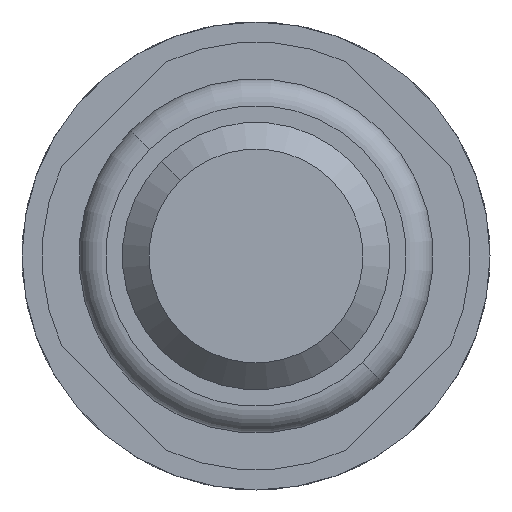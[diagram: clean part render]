
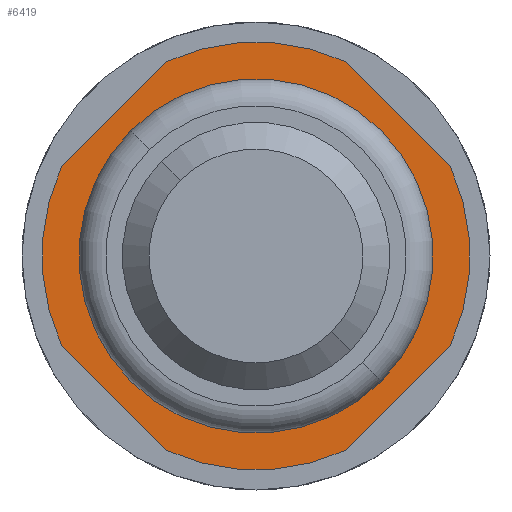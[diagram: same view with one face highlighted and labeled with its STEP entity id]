
A CAD part, front view. The second image highlights one B-rep face of the part: STEP entity #6419.
In plain terms, the highlighted planar face has unit normal (0, -1, 0).
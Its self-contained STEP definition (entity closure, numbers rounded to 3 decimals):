
#24 = ORIENTED_EDGE ( 'NONE', *, *, #3735, .F. ) ;
#87 = VERTEX_POINT ( 'NONE', #6330 ) ;
#93 = ORIENTED_EDGE ( 'NONE', *, *, #1333, .F. ) ;
#236 = EDGE_CURVE ( 'Defeature ausgef�hrt3_92+Defeature ausgef�hrt3_95+Defeature ausgef�hrt3_101+Defeature ausgef�hrt3_102', #395, #5379, #677, .T. ) ;
#269 = VECTOR ( 'NONE', #741, 1000. ) ;
#284 = EDGE_CURVE ( 'Defeature ausgef�hrt3_95+Defeature ausgef�hrt3_97+Defeature ausgef�hrt3_97+Defeature ausgef�hrt3_97', #5401, #4535, #3665, .T. ) ;
#312 = CARTESIAN_POINT ( 'NONE',  ( 0., -2., 0. ) ) ;
#395 = VERTEX_POINT ( 'NONE', #2055 ) ;
#406 = AXIS2_PLACEMENT_3D ( 'NONE', #312, #2381, #5409 ) ;
#436 = ORIENTED_EDGE ( 'NONE', *, *, #5033, .F. ) ;
#474 = DIRECTION ( 'NONE',  ( 0.707, 0., -0.707 ) ) ;
#483 = VERTEX_POINT ( 'NONE', #2725 ) ;
#486 = FACE_BOUND ( 'NONE', #5129, .T. ) ;
#617 = VERTEX_POINT ( 'NONE', #5600 ) ;
#663 = EDGE_CURVE ( 'Defeature ausgef�hrt3_93+Defeature ausgef�hrt3_95+Defeature ausgef�hrt3_100+Defeature ausgef�hrt3_101', #2178, #5744, #3347, .T. ) ;
#677 = CIRCLE ( 'NONE', #5058, 1.6 ) ;
#741 = DIRECTION ( 'NONE',  ( -0.707, 0., -0.707 ) ) ;
#749 = CARTESIAN_POINT ( 'NONE',  ( -1.061, -2., -1.061 ) ) ;
#885 = LINE ( 'NONE', #4136, #4513 ) ;
#924 = CARTESIAN_POINT ( 'NONE',  ( -1.454, -2., 0.667 ) ) ;
#1000 = CARTESIAN_POINT ( 'NONE',  ( 0.937, -2., -0.937 ) ) ;
#1057 = CIRCLE ( 'NONE', #1629, 1.6 ) ;
#1087 = CARTESIAN_POINT ( 'NONE',  ( 1.131, -2., 1.131 ) ) ;
#1183 = CARTESIAN_POINT ( 'NONE',  ( -1.454, -2., -0.667 ) ) ;
#1333 = EDGE_CURVE ( 'Defeature ausgef�hrt3_94+Defeature ausgef�hrt3_95+Defeature ausgef�hrt3_99+Defeature ausgef�hrt3_100', #617, #87, #1057, .T. ) ;
#1344 = CARTESIAN_POINT ( 'NONE',  ( -0.937, -2., 0.937 ) ) ;
#1442 = VECTOR ( 'NONE', #474, 1000. ) ;
#1592 = AXIS2_PLACEMENT_3D ( 'NONE', #2684, #1704, #2127 ) ;
#1599 = DIRECTION ( 'NONE',  ( 0.707, 0., 0.707 ) ) ;
#1629 = AXIS2_PLACEMENT_3D ( 'NONE', #2368, #3334, #4852 ) ;
#1633 = PLANE ( 'NONE',  #6221 ) ;
#1704 = DIRECTION ( 'NONE',  ( 0., 1., 0. ) ) ;
#2055 = CARTESIAN_POINT ( 'NONE',  ( -0.667, -2., 1.454 ) ) ;
#2082 = CIRCLE ( 'NONE', #1592, 1.325 ) ;
#2123 = DIRECTION ( 'NONE',  ( 0., 1., 0. ) ) ;
#2127 = DIRECTION ( 'NONE',  ( -0.707, 0., 0.707 ) ) ;
#2178 = VERTEX_POINT ( 'NONE', #1183 ) ;
#2195 = DIRECTION ( 'NONE',  ( -0.707, 0., 0.707 ) ) ;
#2277 = EDGE_CURVE ( 'Defeature ausgef�hrt3_99+Defeature ausgef�hrt3_95+Defeature ausgef�hrt3_91+Defeature ausgef�hrt3_94', #2353, #617, #5973, .T. ) ;
#2353 = VERTEX_POINT ( 'NONE', #5756 ) ;
#2368 = CARTESIAN_POINT ( 'NONE',  ( 0., -2., 0. ) ) ;
#2381 = DIRECTION ( 'NONE',  ( 0., 1., 0. ) ) ;
#2412 = ORIENTED_EDGE ( 'NONE', *, *, #4722, .T. ) ;
#2439 = DIRECTION ( 'NONE',  ( -0.707, 0., 0.707 ) ) ;
#2513 = EDGE_CURVE ( 'Defeature ausgef�hrt3_102+Defeature ausgef�hrt3_95+Defeature ausgef�hrt3_92+Defeature ausgef�hrt3_91', #5379, #483, #4059, .T. ) ;
#2619 = VECTOR ( 'NONE', #3800, 1000. ) ;
#2684 = CARTESIAN_POINT ( 'NONE',  ( 0., -2., 0. ) ) ;
#2687 = CARTESIAN_POINT ( 'NONE',  ( 0., -2., 0. ) ) ;
#2725 = CARTESIAN_POINT ( 'NONE',  ( 1.454, -2., 0.667 ) ) ;
#2959 = CARTESIAN_POINT ( 'NONE',  ( 1.061, -2., 1.061 ) ) ;
#3000 = ORIENTED_EDGE ( 'NONE', *, *, #663, .F. ) ;
#3007 = AXIS2_PLACEMENT_3D ( 'NONE', #2687, #5229, #2195 ) ;
#3252 = CARTESIAN_POINT ( 'NONE',  ( 2.192, -2., 0.071 ) ) ;
#3334 = DIRECTION ( 'NONE',  ( 0., 1., 0. ) ) ;
#3347 = CIRCLE ( 'NONE', #3007, 1.6 ) ;
#3473 = DIRECTION ( 'NONE',  ( 0., 1., 0. ) ) ;
#3665 = CIRCLE ( 'NONE', #6214, 1.325 ) ;
#3735 = EDGE_CURVE ( 'Defeature ausgef�hrt3_91+Defeature ausgef�hrt3_95+Defeature ausgef�hrt3_102+Defeature ausgef�hrt3_99', #483, #2353, #5264, .T. ) ;
#3800 = DIRECTION ( 'NONE',  ( -0.707, 0., 0.707 ) ) ;
#4059 = LINE ( 'NONE', #2959, #1442 ) ;
#4136 = CARTESIAN_POINT ( 'NONE',  ( 0.071, -2., 2.192 ) ) ;
#4491 = CARTESIAN_POINT ( 'NONE',  ( 0., -2., 0. ) ) ;
#4513 = VECTOR ( 'NONE', #1599, 1000. ) ;
#4535 = VERTEX_POINT ( 'NONE', #1344 ) ;
#4683 = LINE ( 'NONE', #749, #2619 ) ;
#4722 = EDGE_CURVE ( 'Defeature ausgef�hrt3_95+Defeature ausgef�hrt3_97+Defeature ausgef�hrt3_97+Defeature ausgef�hrt3_97', #4535, #5401, #2082, .T. ) ;
#4805 = EDGE_CURVE ( 'Defeature ausgef�hrt3_100+Defeature ausgef�hrt3_95+Defeature ausgef�hrt3_94+Defeature ausgef�hrt3_93', #87, #2178, #4683, .T. ) ;
#4852 = DIRECTION ( 'NONE',  ( -0.707, 0., 0.707 ) ) ;
#5033 = EDGE_CURVE ( 'Defeature ausgef�hrt3_101+Defeature ausgef�hrt3_95+Defeature ausgef�hrt3_93+Defeature ausgef�hrt3_92', #5744, #395, #885, .T. ) ;
#5058 = AXIS2_PLACEMENT_3D ( 'NONE', #5992, #6010, #2439 ) ;
#5084 = DIRECTION ( 'NONE',  ( -0.707, 0., 0.707 ) ) ;
#5129 = EDGE_LOOP ( 'NONE', ( #2412, #5287 ) ) ;
#5165 = ORIENTED_EDGE ( 'NONE', *, *, #2277, .F. ) ;
#5167 = FACE_OUTER_BOUND ( 'NONE', #5812, .T. ) ;
#5229 = DIRECTION ( 'NONE',  ( 0., 1., 0. ) ) ;
#5264 = CIRCLE ( 'NONE', #406, 1.6 ) ;
#5287 = ORIENTED_EDGE ( 'NONE', *, *, #284, .T. ) ;
#5357 = ORIENTED_EDGE ( 'NONE', *, *, #236, .F. ) ;
#5379 = VERTEX_POINT ( 'NONE', #6067 ) ;
#5401 = VERTEX_POINT ( 'NONE', #1000 ) ;
#5409 = DIRECTION ( 'NONE',  ( -0.707, 0., 0.707 ) ) ;
#5546 = ORIENTED_EDGE ( 'NONE', *, *, #4805, .F. ) ;
#5600 = CARTESIAN_POINT ( 'NONE',  ( 0.667, -2., -1.454 ) ) ;
#5744 = VERTEX_POINT ( 'NONE', #924 ) ;
#5756 = CARTESIAN_POINT ( 'NONE',  ( 1.454, -2., -0.667 ) ) ;
#5812 = EDGE_LOOP ( 'NONE', ( #6113, #5357, #436, #3000, #5546, #93, #5165, #24 ) ) ;
#5973 = LINE ( 'NONE', #3252, #269 ) ;
#5992 = CARTESIAN_POINT ( 'NONE',  ( 0., -2., 0. ) ) ;
#6010 = DIRECTION ( 'NONE',  ( 0., 1., 0. ) ) ;
#6067 = CARTESIAN_POINT ( 'NONE',  ( 0.667, -2., 1.454 ) ) ;
#6113 = ORIENTED_EDGE ( 'NONE', *, *, #2513, .F. ) ;
#6214 = AXIS2_PLACEMENT_3D ( 'NONE', #4491, #3473, #6521 ) ;
#6221 = AXIS2_PLACEMENT_3D ( 'NONE', #1087, #2123, #5084 ) ;
#6330 = CARTESIAN_POINT ( 'NONE',  ( -0.667, -2., -1.454 ) ) ;
#6419 = ADVANCED_FACE ( 'Defeature ausgef�hrt3_95', ( #486, #5167 ), #1633, .F. ) ;
#6521 = DIRECTION ( 'NONE',  ( -0.707, 0., 0.707 ) ) ;
